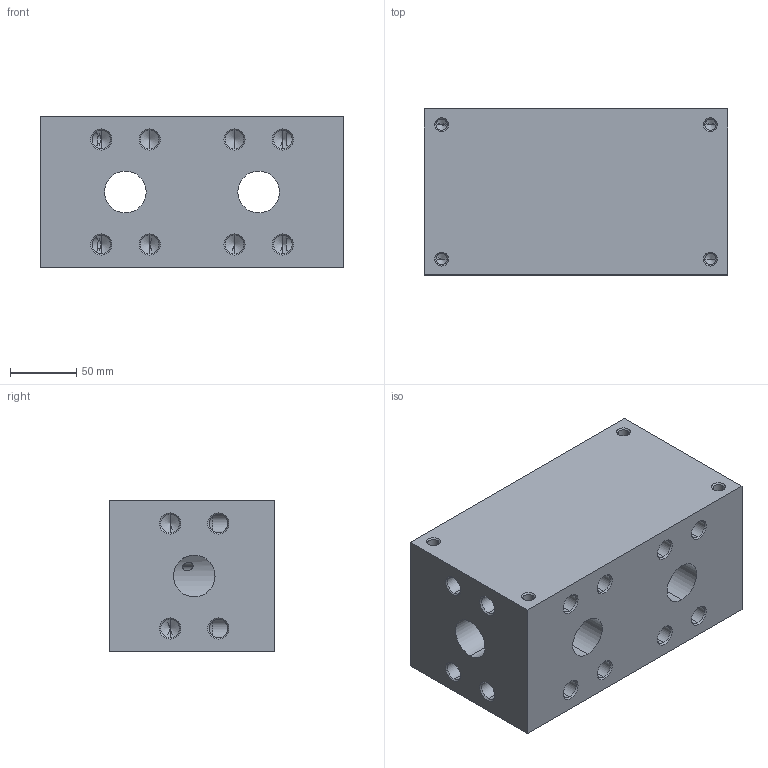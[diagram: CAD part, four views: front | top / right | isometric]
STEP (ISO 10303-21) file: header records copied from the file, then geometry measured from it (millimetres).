
FILE_DESCRIPTION (( 'STEP AP203' ), '1' );
FILE_NAME ('ML-480-CDW-19A3-19A3-F62M12-Z01.STEP', '2026-02-26T00:39:41', ( '' ), ( '' ), 'SwSTEP 2.0', 'SolidWorks 2018', '' );
FILE_SCHEMA (( 'CONFIG_CONTROL_DESIGN' ));
Length unit declared in the file: millimetre
Products named in the file (1): ML-480-CDW-19A3-19A3-F62M12-Z01
Bounding box: 229.4 x 125.4 x 114.3 mm (x, y, z)
Volume: 2714239.7 mm3; surface area: 209642.5 mm2
Topology: 1 solids, 1 shells, 578 faces, 1545 edges, 966 vertices
Faces by surface type: cylinder 233, plane 133, bspline 104, cone 100, torus 8
Entity records: 21444 total; most frequent: CARTESIAN_POINT 7560, ORIENTED_EDGE 3026, DIRECTION 2683, EDGE_CURVE 1513, VERTEX_POINT 966, AXIS2_PLACEMENT_3D 963, VECTOR 757, LINE 757
